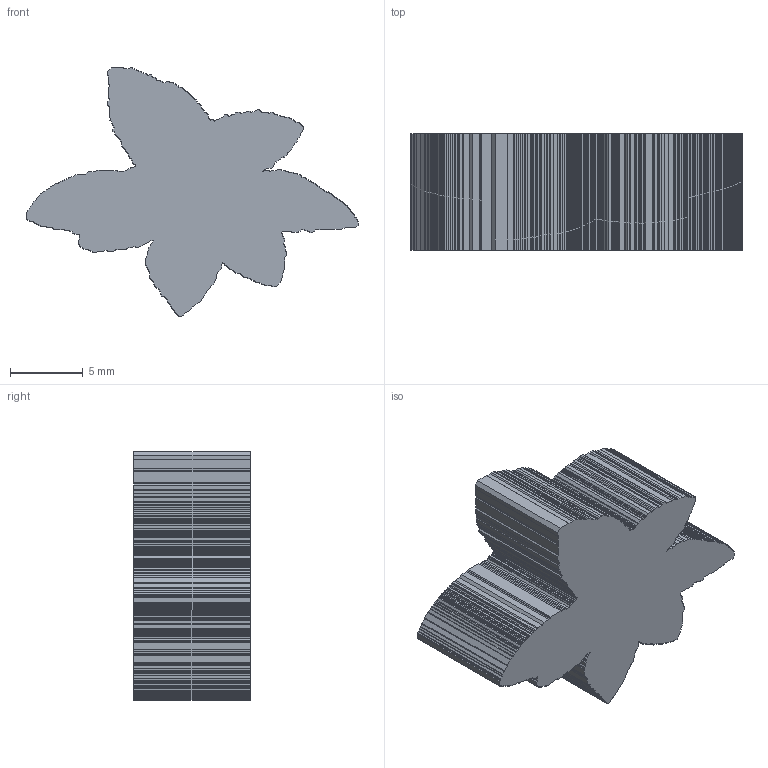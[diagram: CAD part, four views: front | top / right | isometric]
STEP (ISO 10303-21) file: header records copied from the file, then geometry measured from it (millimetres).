
FILE_DESCRIPTION(('FreeCAD Model'),'2;1');
FILE_NAME('Open CASCADE Shape Model','2023-02-08T09:27:22',(''),(''), 'Open CASCADE STEP processor 7.6','FreeCAD','Unknown');
FILE_SCHEMA(('AUTOMOTIVE_DESIGN { 1 0 10303 214 1 1 1 1 }'));
Products named in the file (1): scaled0_85
Bounding box: 22.79 x 8 x 17.08 mm (x, y, z)
Volume: 1479.9 mm3; surface area: 1120.7 mm2
Topology: 1 solids, 1 shells, 886 faces, 2652 edges, 1768 vertices
Faces by surface type: plane 886
Entity records: 63694 total; most frequent: CARTESIAN_POINT 10611, DIRECTION 9730, LINE 7956, VECTOR 7956, ORIENTED_EDGE 5304, PCURVE 5304, DEFINITIONAL_REPRESENTATION 5304, EDGE_CURVE 2652
